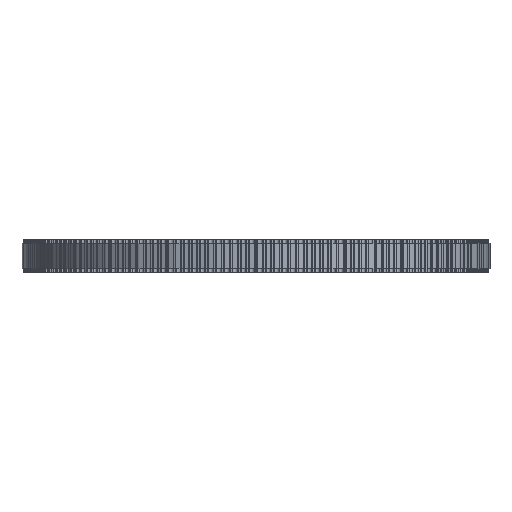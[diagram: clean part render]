
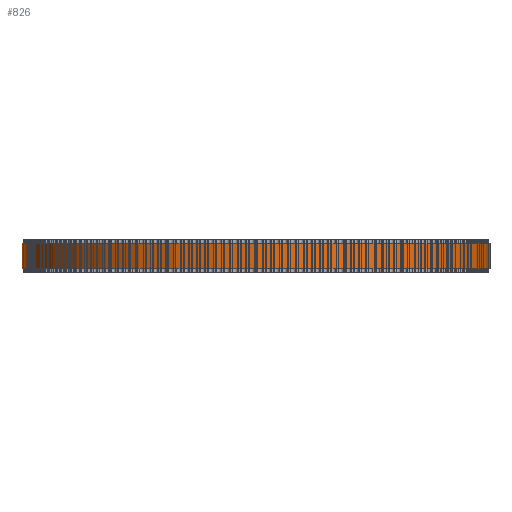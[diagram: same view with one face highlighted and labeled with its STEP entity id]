
A CAD part, front view. The second image highlights one B-rep face of the part: STEP entity #826.
In plain terms, the highlighted cylindrical face has radius 56.023 mm (diameter 112.045 mm), a full revolution.
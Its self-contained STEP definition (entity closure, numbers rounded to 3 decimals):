
#97=FACE_BOUND('',#2944,.T.);
#98=FACE_BOUND('',#2945,.T.);
#826=ADVANCED_FACE('',(#97,#98),#1531,.T.);
#1531=CYLINDRICAL_SURFACE('',#15631,56.023);
#2944=EDGE_LOOP('',(#8578));
#2945=EDGE_LOOP('',(#8579));
#8578=ORIENTED_EDGE('',*,*,#12102,.T.);
#8579=ORIENTED_EDGE('',*,*,#12103,.T.);
#9988=VERTEX_POINT('',#24800);
#9989=VERTEX_POINT('',#24802);
#12102=EDGE_CURVE('',#9988,#9988,#13512,.T.);
#12103=EDGE_CURVE('',#9989,#9989,#13513,.T.);
#13512=CIRCLE('',#15629,56.023);
#13513=CIRCLE('',#15630,56.023);
#15629=AXIS2_PLACEMENT_3D('',#24799,#20566,#20567);
#15630=AXIS2_PLACEMENT_3D('',#24801,#20568,#20569);
#15631=AXIS2_PLACEMENT_3D('',#24803,#20570,#20571);
#20566=DIRECTION('',(0.,0.,1.));
#20567=DIRECTION('',(1.,0.,0.));
#20568=DIRECTION('',(0.,0.,-1.));
#20569=DIRECTION('',(1.,0.,0.));
#20570=DIRECTION('',(0.,0.,1.));
#20571=DIRECTION('',(1.,0.,0.));
#24799=CARTESIAN_POINT('',(0.,0.,1.));
#24800=CARTESIAN_POINT('',(56.023,0.,1.));
#24801=CARTESIAN_POINT('',(0.,0.,7.));
#24802=CARTESIAN_POINT('',(56.023,0.,7.));
#24803=CARTESIAN_POINT('',(0.,0.,1.));
